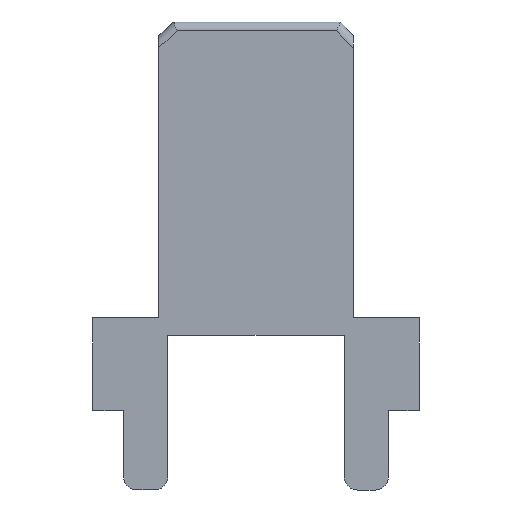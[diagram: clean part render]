
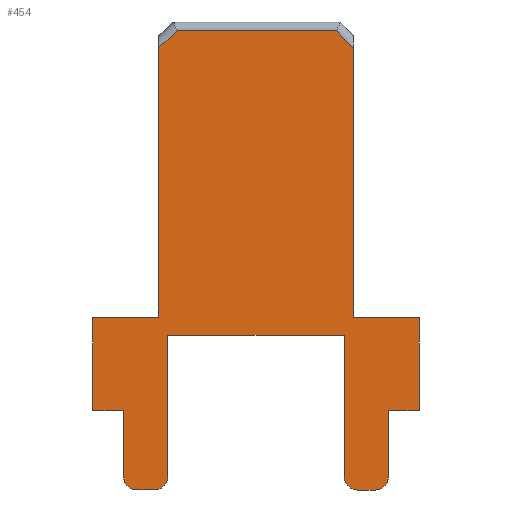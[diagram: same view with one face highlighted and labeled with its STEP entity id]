
A CAD part, front view. The second image highlights one B-rep face of the part: STEP entity #454.
In plain terms, the highlighted planar face has unit normal (0, -1, 0).
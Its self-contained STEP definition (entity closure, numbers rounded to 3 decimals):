
#22=PLANE('',#498);
#41=FACE_OUTER_BOUND('',#65,.T.);
#65=EDGE_LOOP('',(#348,#349,#350,#351,#352,#353,#354,#355,#356,#357,#358,
#359,#360,#361,#362,#363,#364,#365,#366,#367,#368,#369));
#88=LINE('',#666,#142);
#108=LINE('',#715,#162);
#110=LINE('',#719,#164);
#111=LINE('',#721,#165);
#112=LINE('',#725,#166);
#113=LINE('',#729,#167);
#114=LINE('',#731,#168);
#115=LINE('',#733,#169);
#116=LINE('',#735,#170);
#117=LINE('',#737,#171);
#118=LINE('',#739,#172);
#119=LINE('',#741,#173);
#120=LINE('',#743,#174);
#121=LINE('',#745,#175);
#122=LINE('',#747,#176);
#123=LINE('',#749,#177);
#124=LINE('',#750,#178);
#125=LINE('',#751,#179);
#142=VECTOR('',#537,10.);
#162=VECTOR('',#571,10.);
#164=VECTOR('',#575,10.);
#165=VECTOR('',#576,10.);
#166=VECTOR('',#579,10.);
#167=VECTOR('',#582,10.);
#168=VECTOR('',#583,10.);
#169=VECTOR('',#584,10.);
#170=VECTOR('',#585,10.);
#171=VECTOR('',#586,10.);
#172=VECTOR('',#587,10.);
#173=VECTOR('',#588,10.);
#174=VECTOR('',#589,10.);
#175=VECTOR('',#590,10.);
#176=VECTOR('',#591,10.);
#177=VECTOR('',#592,10.);
#178=VECTOR('',#593,10.);
#179=VECTOR('',#594,10.);
#193=CIRCLE('',#489,0.3);
#197=CIRCLE('',#496,0.3);
#198=CIRCLE('',#499,0.3);
#199=CIRCLE('',#500,0.3);
#202=VERTEX_POINT('',#656);
#203=VERTEX_POINT('',#658);
#205=VERTEX_POINT('',#664);
#225=VERTEX_POINT('',#708);
#226=VERTEX_POINT('',#709);
#227=VERTEX_POINT('',#714);
#228=VERTEX_POINT('',#718);
#229=VERTEX_POINT('',#720);
#230=VERTEX_POINT('',#722);
#231=VERTEX_POINT('',#724);
#232=VERTEX_POINT('',#726);
#233=VERTEX_POINT('',#728);
#234=VERTEX_POINT('',#730);
#235=VERTEX_POINT('',#732);
#236=VERTEX_POINT('',#734);
#237=VERTEX_POINT('',#736);
#238=VERTEX_POINT('',#738);
#239=VERTEX_POINT('',#740);
#240=VERTEX_POINT('',#742);
#241=VERTEX_POINT('',#744);
#242=VERTEX_POINT('',#746);
#243=VERTEX_POINT('',#748);
#246=EDGE_CURVE('',#202,#203,#193,.T.);
#250=EDGE_CURVE('',#202,#205,#88,.T.);
#271=EDGE_CURVE('',#225,#226,#197,.T.);
#274=EDGE_CURVE('',#227,#226,#108,.T.);
#276=EDGE_CURVE('',#205,#228,#110,.T.);
#277=EDGE_CURVE('',#228,#229,#111,.T.);
#278=EDGE_CURVE('',#230,#229,#198,.T.);
#279=EDGE_CURVE('',#230,#231,#112,.T.);
#280=EDGE_CURVE('',#232,#231,#199,.T.);
#281=EDGE_CURVE('',#232,#233,#113,.T.);
#282=EDGE_CURVE('',#233,#234,#114,.T.);
#283=EDGE_CURVE('',#234,#235,#115,.T.);
#284=EDGE_CURVE('',#235,#236,#116,.T.);
#285=EDGE_CURVE('',#236,#237,#117,.T.);
#286=EDGE_CURVE('',#238,#237,#118,.T.);
#287=EDGE_CURVE('',#239,#238,#119,.T.);
#288=EDGE_CURVE('',#240,#239,#120,.T.);
#289=EDGE_CURVE('',#240,#241,#121,.T.);
#290=EDGE_CURVE('',#241,#242,#122,.T.);
#291=EDGE_CURVE('',#242,#243,#123,.T.);
#292=EDGE_CURVE('',#243,#227,#124,.T.);
#293=EDGE_CURVE('',#225,#203,#125,.T.);
#348=ORIENTED_EDGE('',*,*,#246,.F.);
#349=ORIENTED_EDGE('',*,*,#250,.T.);
#350=ORIENTED_EDGE('',*,*,#276,.T.);
#351=ORIENTED_EDGE('',*,*,#277,.T.);
#352=ORIENTED_EDGE('',*,*,#278,.F.);
#353=ORIENTED_EDGE('',*,*,#279,.T.);
#354=ORIENTED_EDGE('',*,*,#280,.F.);
#355=ORIENTED_EDGE('',*,*,#281,.T.);
#356=ORIENTED_EDGE('',*,*,#282,.T.);
#357=ORIENTED_EDGE('',*,*,#283,.T.);
#358=ORIENTED_EDGE('',*,*,#284,.T.);
#359=ORIENTED_EDGE('',*,*,#285,.T.);
#360=ORIENTED_EDGE('',*,*,#286,.F.);
#361=ORIENTED_EDGE('',*,*,#287,.F.);
#362=ORIENTED_EDGE('',*,*,#288,.F.);
#363=ORIENTED_EDGE('',*,*,#289,.T.);
#364=ORIENTED_EDGE('',*,*,#290,.T.);
#365=ORIENTED_EDGE('',*,*,#291,.T.);
#366=ORIENTED_EDGE('',*,*,#292,.T.);
#367=ORIENTED_EDGE('',*,*,#274,.T.);
#368=ORIENTED_EDGE('',*,*,#271,.F.);
#369=ORIENTED_EDGE('',*,*,#293,.T.);
#454=ADVANCED_FACE('',(#41),#22,.T.);
#489=AXIS2_PLACEMENT_3D('',#659,#530,#531);
#496=AXIS2_PLACEMENT_3D('',#710,#565,#566);
#498=AXIS2_PLACEMENT_3D('',#717,#573,#574);
#499=AXIS2_PLACEMENT_3D('',#723,#577,#578);
#500=AXIS2_PLACEMENT_3D('',#727,#580,#581);
#530=DIRECTION('center_axis',(0.,1.,0.));
#531=DIRECTION('ref_axis',(0.707,0.,-0.707));
#537=DIRECTION('',(0.,0.,1.));
#565=DIRECTION('center_axis',(0.,1.,0.));
#566=DIRECTION('ref_axis',(-0.707,0.,-0.707));
#571=DIRECTION('',(0.,0.,-1.));
#573=DIRECTION('center_axis',(0.,-1.,0.));
#574=DIRECTION('ref_axis',(0.,0.,-1.));
#575=DIRECTION('',(1.,0.,0.));
#576=DIRECTION('',(0.,0.,-1.));
#577=DIRECTION('center_axis',(0.,1.,0.));
#578=DIRECTION('ref_axis',(-0.707,0.,-0.707));
#579=DIRECTION('',(1.,0.,0.));
#580=DIRECTION('center_axis',(0.,1.,0.));
#581=DIRECTION('ref_axis',(0.707,0.,-0.707));
#582=DIRECTION('',(0.,0.,1.));
#583=DIRECTION('',(1.,0.,0.));
#584=DIRECTION('',(0.,0.,1.));
#585=DIRECTION('',(-1.,0.,0.));
#586=DIRECTION('',(0.,0.,1.));
#587=DIRECTION('',(0.679,0.,-0.734));
#588=DIRECTION('',(1.,0.,0.));
#589=DIRECTION('',(0.734,0.,0.679));
#590=DIRECTION('',(0.,0.,-1.));
#591=DIRECTION('',(-1.,0.,0.));
#592=DIRECTION('',(0.,0.,-1.));
#593=DIRECTION('',(1.,0.,0.));
#594=DIRECTION('',(1.,0.,0.));
#656=CARTESIAN_POINT('',(1.,-0.2,0.3));
#658=CARTESIAN_POINT('',(0.7,-0.2,0.));
#659=CARTESIAN_POINT('Origin',(0.7,-0.2,0.3));
#664=CARTESIAN_POINT('',(1.,-0.2,3.5));
#666=CARTESIAN_POINT('',(1.,-0.2,0.));
#708=CARTESIAN_POINT('',(0.3,-0.2,0.));
#709=CARTESIAN_POINT('',(0.,-0.2,0.3));
#710=CARTESIAN_POINT('Origin',(0.3,-0.2,0.3));
#714=CARTESIAN_POINT('',(0.,-0.2,1.8));
#715=CARTESIAN_POINT('',(0.,-0.2,0.));
#717=CARTESIAN_POINT('Origin',(3.,-0.2,5.3));
#718=CARTESIAN_POINT('',(5.,-0.2,3.5));
#719=CARTESIAN_POINT('',(1.,-0.2,3.5));
#720=CARTESIAN_POINT('',(5.,-0.2,0.3));
#721=CARTESIAN_POINT('',(5.,-0.2,3.5));
#722=CARTESIAN_POINT('',(5.3,-0.2,0.));
#723=CARTESIAN_POINT('Origin',(5.3,-0.2,0.3));
#724=CARTESIAN_POINT('',(5.7,-0.2,0.));
#725=CARTESIAN_POINT('',(5.,-0.2,0.));
#726=CARTESIAN_POINT('',(6.,-0.2,0.3));
#727=CARTESIAN_POINT('Origin',(5.7,-0.2,0.3));
#728=CARTESIAN_POINT('',(6.,-0.2,1.8));
#729=CARTESIAN_POINT('',(6.,-0.2,0.));
#730=CARTESIAN_POINT('',(6.7,-0.2,1.8));
#731=CARTESIAN_POINT('',(6.,-0.2,1.8));
#732=CARTESIAN_POINT('',(6.7,-0.2,3.9));
#733=CARTESIAN_POINT('',(6.7,-0.2,1.8));
#734=CARTESIAN_POINT('',(5.2,-0.2,3.9));
#735=CARTESIAN_POINT('',(6.7,-0.2,3.9));
#736=CARTESIAN_POINT('',(5.2,-0.2,9.994));
#737=CARTESIAN_POINT('',(5.2,-0.2,3.9));
#738=CARTESIAN_POINT('',(4.825,-0.2,10.4));
#739=CARTESIAN_POINT('',(5.646,-0.2,9.512));
#740=CARTESIAN_POINT('',(1.215,-0.2,10.4));
#741=CARTESIAN_POINT('',(2.068,-0.2,10.4));
#742=CARTESIAN_POINT('',(0.8,-0.2,10.017));
#743=CARTESIAN_POINT('',(0.286,-0.2,9.541));
#744=CARTESIAN_POINT('',(0.8,-0.2,3.9));
#745=CARTESIAN_POINT('',(0.8,-0.2,3.9));
#746=CARTESIAN_POINT('',(-0.7,-0.2,3.9));
#747=CARTESIAN_POINT('',(-0.7,-0.2,3.9));
#748=CARTESIAN_POINT('',(-0.7,-0.2,1.8));
#749=CARTESIAN_POINT('',(-0.7,-0.2,1.8));
#750=CARTESIAN_POINT('',(0.,-0.2,1.8));
#751=CARTESIAN_POINT('',(0.,-0.2,0.));
